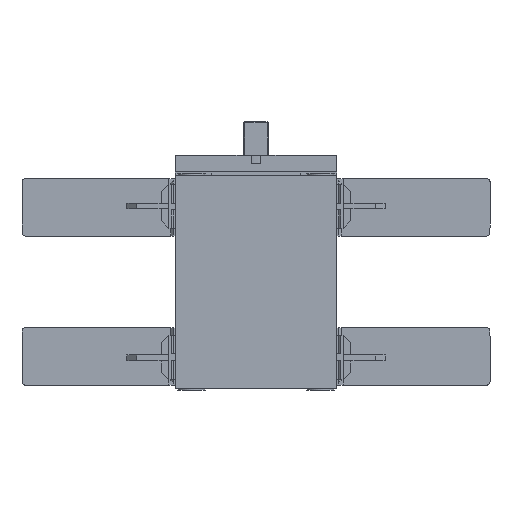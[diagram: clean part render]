
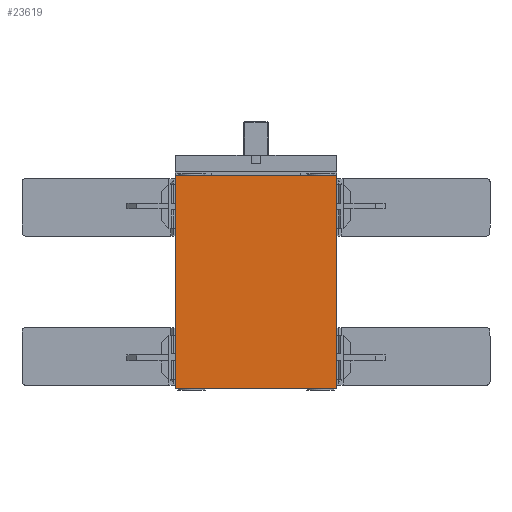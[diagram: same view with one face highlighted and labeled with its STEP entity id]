
A CAD part, left-side view. The second image highlights one B-rep face of the part: STEP entity #23619.
In plain terms, the highlighted planar face has unit normal (-1, 0, 0).
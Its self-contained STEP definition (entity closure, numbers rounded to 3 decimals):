
#3164=DIRECTION('',(0.,0.,1.));
#3165=VECTOR('',#3164,132.2);
#3166=CARTESIAN_POINT('',(0.,0.,-108.6));
#3167=LINE('',#3166,#3165);
#4960=DIRECTION('',(0.,-1.,0.));
#4961=VECTOR('',#4960,100.);
#4962=CARTESIAN_POINT('',(0.,100.,23.6));
#4963=LINE('',#4962,#4961);
#4964=DIRECTION('',(0.,1.,0.));
#4965=VECTOR('',#4964,100.);
#4966=CARTESIAN_POINT('',(0.,0.,-108.6));
#4967=LINE('',#4966,#4965);
#4968=DIRECTION('',(0.,0.,1.));
#4969=VECTOR('',#4968,132.2);
#4970=CARTESIAN_POINT('',(0.,100.,-108.6));
#4971=LINE('',#4970,#4969);
#15247=CARTESIAN_POINT('',(0.,0.,23.6));
#15248=VERTEX_POINT('',#15247);
#15249=CARTESIAN_POINT('',(0.,100.,23.6));
#15250=VERTEX_POINT('',#15249);
#15285=CARTESIAN_POINT('',(0.,100.,-108.6));
#15286=VERTEX_POINT('',#15285);
#15527=CARTESIAN_POINT('',(0.,0.,-108.6));
#15528=VERTEX_POINT('',#15527);
#23608=CARTESIAN_POINT('',(0.,90.,3.3));
#23609=DIRECTION('',(1.,0.,0.));
#23610=DIRECTION('',(0.,0.,1.));
#23611=AXIS2_PLACEMENT_3D('',#23608,#23609,#23610);
#23612=PLANE('',#23611);
#23613=ORIENTED_EDGE('',*,*,#20805,.T.);
#23614=ORIENTED_EDGE('',*,*,#20908,.F.);
#23615=ORIENTED_EDGE('',*,*,#23548,.T.);
#23616=ORIENTED_EDGE('',*,*,#19313,.T.);
#23617=EDGE_LOOP('',(#23613,#23614,#23615,#23616));
#23618=FACE_OUTER_BOUND('',#23617,.F.);
#19313=EDGE_CURVE('',#15286,#15250,#4971,.T.);
#20805=EDGE_CURVE('',#15250,#15248,#4963,.T.);
#20908=EDGE_CURVE('',#15528,#15248,#3167,.T.);
#23548=EDGE_CURVE('',#15528,#15286,#4967,.T.);
#23619=ADVANCED_FACE('',(#23618),#23612,.F.);
